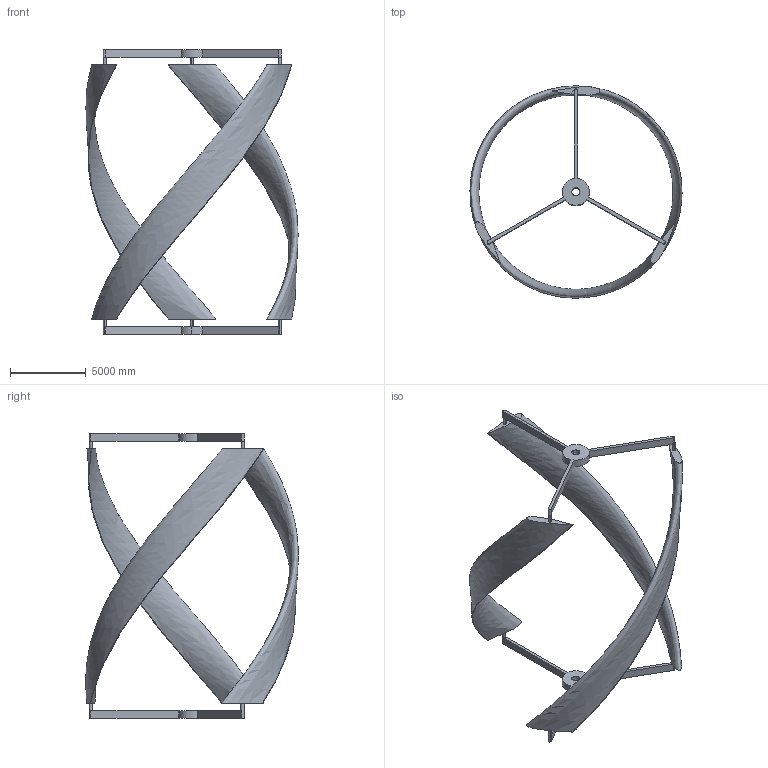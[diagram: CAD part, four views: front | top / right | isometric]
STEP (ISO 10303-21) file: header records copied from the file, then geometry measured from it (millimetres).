
FILE_DESCRIPTION (( 'STEP AP214' ), '1' );
FILE_NAME ('PRT-0000174780.STEP', '2023-03-27T21:10:04', ( '' ), ( '' ), 'SwSTEP 2.0', 'SolidWorks 2022', '' );
FILE_SCHEMA (( 'AUTOMOTIVE_DESIGN' ));
Length unit declared in the file: inch
Products named in the file (1): PRT-0000174780
Bounding box: 13993.71 x 14018.77 x 18796 mm (x, y, z)
Volume: 66804885858.8 mm3; surface area: 412638522.2 mm2
Topology: 1 solids, 1 shells, 70 faces, 189 edges, 124 vertices
Faces by surface type: plane 28, cylinder 27, bspline 15
Entity records: 6418 total; most frequent: CARTESIAN_POINT 4644, ORIENTED_EDGE 378, DIRECTION 339, EDGE_CURVE 189, AXIS2_PLACEMENT_3D 126, VERTEX_POINT 124, LINE 87, VECTOR 87
